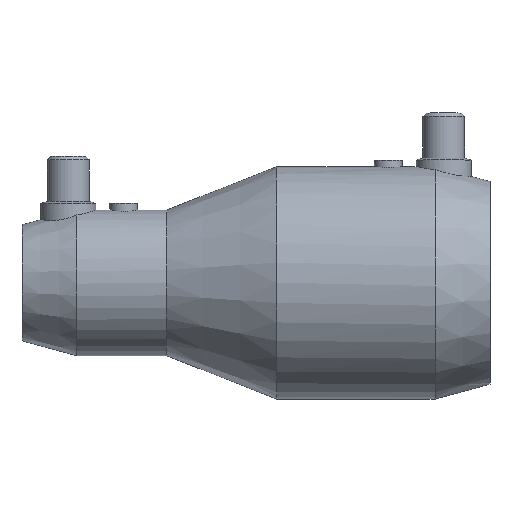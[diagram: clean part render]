
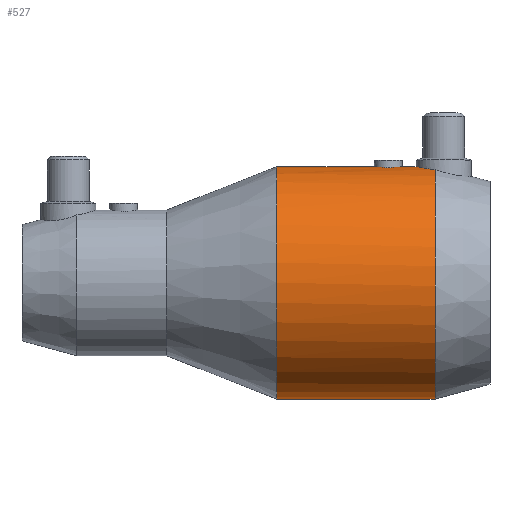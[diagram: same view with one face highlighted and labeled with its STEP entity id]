
A CAD part, top view. The second image highlights one B-rep face of the part: STEP entity #527.
In plain terms, the highlighted cylindrical face has radius 33.5 mm (diameter 67 mm), a partial arc.
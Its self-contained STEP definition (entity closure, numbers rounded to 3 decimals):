
#355 = VERTEX_POINT( '', #970 );
#385 = EDGE_CURVE( '', #551, #607, #1002, .T. );
#429 = EDGE_CURVE( '', #551, #521, #1047, .T. );
#433 = EDGE_CURVE( '', #653, #521, #1051, .T. );
#439 = EDGE_CURVE( '', #607, #713, #1059, .T. );
#453 = EDGE_CURVE( '', #713, #893, #1076, .T. );
#521 = VERTEX_POINT( '', #1151 );
#527 = ADVANCED_FACE( '', ( #1158 ), #1159, .T. );
#551 = VERTEX_POINT( '', #1186 );
#607 = VERTEX_POINT( '', #1250 );
#653 = VERTEX_POINT( '', #1301 );
#679 = EDGE_CURVE( '', #893, #355, #1330, .T. );
#713 = VERTEX_POINT( '', #1371 );
#843 = EDGE_CURVE( '', #355, #653, #1520, .T. );
#893 = VERTEX_POINT( '', #1576 );
#970 = CARTESIAN_POINT( '', ( 29.667, 33.5, 0. ) );
#1002 = LINE( '', #1730, #1731 );
#1047 = CIRCLE( '', #1792, 33.5 );
#1051 = LINE( '', #1815, #1816 );
#1059 = CIRCLE( '', #1825, 33.5 );
#1076 = B_SPLINE_CURVE_WITH_KNOTS( '', 3, ( #1845, #1846, #1847, #1848, #1849, #1850, #1851, #1852, #1853, #1854, #1855, #1856, #1857, #1858, #1859, #1860, #1861, #1862, #1863, #1864, #1865, #1866, #1867, #1868, #1869, #1870, #1871, #1872, #1873, #1874 ), .UNSPECIFIED., .F., .F., ( 4, 2, 2, 2, 2, 2, 2, 2, 2, 2, 2, 2, 2, 2, 4 ), ( 2.482, 3.026, 4.539, 6.053, 7.566, 9.079, 10.592, 12.104, 13.617, 15.13, 16.643, 18.156, 19.67, 21.183, 21.727 ), .UNSPECIFIED. );
#1151 = CARTESIAN_POINT( '', ( -6.576, 33.5, 0. ) );
#1158 = FACE_OUTER_BOUND( '', #2026, .T. );
#1159 = CYLINDRICAL_SURFACE( '', #2027, 33.5 );
#1186 = CARTESIAN_POINT( '', ( -6.576, -33.5, 0. ) );
#1250 = CARTESIAN_POINT( '', ( 39.139, -33.5, 0. ) );
#1301 = CARTESIAN_POINT( '', ( 21.667, 33.5, 0. ) );
#1330 = LINE( '', #2330, #2331 );
#1371 = CARTESIAN_POINT( '', ( 39.139, 32.629, 7.59 ) );
#1520 = B_SPLINE_CURVE_WITH_KNOTS( '', 3, ( #2738, #2739, #2740, #2741, #2742, #2743, #2744, #2745, #2746, #2747, #2748, #2749, #2750, #2751, #2752, #2753, #2754, #2755, #2756, #2757, #2758, #2759, #2760, #2761, #2762, #2763, #2764, #2765, #2766, #2767, #2768, #2769, #2770, #2771 ), .UNSPECIFIED., .F., .F., ( 4, 2, 2, 2, 2, 2, 2, 2, 2, 2, 2, 2, 2, 2, 2, 2, 4 ), ( 6.033, 6.787, 7.541, 8.296, 9.05, 9.804, 10.558, 11.312, 12.066, 12.82, 13.575, 14.329, 15.083, 15.837, 16.591, 17.345, 18.1 ), .UNSPECIFIED. );
#1576 = CARTESIAN_POINT( '', ( 33.667, 33.5, 0. ) );
#1730 = CARTESIAN_POINT( '', ( 16.281, -33.5, 0. ) );
#1731 = VECTOR( '', #2983, 1. );
#1792 = AXIS2_PLACEMENT_3D( '', #3020, #3021, #3022 );
#1815 = CARTESIAN_POINT( '', ( 16.281, 33.5, 0. ) );
#1816 = VECTOR( '', #3023, 1. );
#1825 = AXIS2_PLACEMENT_3D( '', #3040, #3041, #3042 );
#1845 = CARTESIAN_POINT( '', ( 39.139, 32.629, 7.59 ) );
#1846 = CARTESIAN_POINT( '', ( 38.957, 32.643, 7.53 ) );
#1847 = CARTESIAN_POINT( '', ( 38.777, 32.658, 7.462 ) );
#1848 = CARTESIAN_POINT( '', ( 38.107, 32.721, 7.184 ) );
#1849 = CARTESIAN_POINT( '', ( 37.636, 32.777, 6.93 ) );
#1850 = CARTESIAN_POINT( '', ( 36.764, 32.895, 6.343 ) );
#1851 = CARTESIAN_POINT( '', ( 36.364, 32.958, 6.011 ) );
#1852 = CARTESIAN_POINT( '', ( 35.656, 33.08, 5.303 ) );
#1853 = CARTESIAN_POINT( '', ( 35.323, 33.142, 4.903 ) );
#1854 = CARTESIAN_POINT( '', ( 34.737, 33.259, 4.031 ) );
#1855 = CARTESIAN_POINT( '', ( 34.482, 33.314, 3.559 ) );
#1856 = CARTESIAN_POINT( '', ( 34.073, 33.405, 2.574 ) );
#1857 = CARTESIAN_POINT( '', ( 33.919, 33.441, 2.06 ) );
#1858 = CARTESIAN_POINT( '', ( 33.715, 33.488, 1.025 ) );
#1859 = CARTESIAN_POINT( '', ( 33.667, 33.5, 0.504 ) );
#1860 = CARTESIAN_POINT( '', ( 33.667, 33.5, -0.504 ) );
#1861 = CARTESIAN_POINT( '', ( 33.715, 33.488, -1.025 ) );
#1862 = CARTESIAN_POINT( '', ( 33.919, 33.441, -2.06 ) );
#1863 = CARTESIAN_POINT( '', ( 34.073, 33.405, -2.574 ) );
#1864 = CARTESIAN_POINT( '', ( 34.482, 33.314, -3.559 ) );
#1865 = CARTESIAN_POINT( '', ( 34.737, 33.259, -4.031 ) );
#1866 = CARTESIAN_POINT( '', ( 35.323, 33.142, -4.903 ) );
#1867 = CARTESIAN_POINT( '', ( 35.656, 33.08, -5.303 ) );
#1868 = CARTESIAN_POINT( '', ( 36.364, 32.958, -6.011 ) );
#1869 = CARTESIAN_POINT( '', ( 36.764, 32.895, -6.343 ) );
#1870 = CARTESIAN_POINT( '', ( 37.636, 32.777, -6.93 ) );
#1871 = CARTESIAN_POINT( '', ( 38.107, 32.721, -7.184 ) );
#1872 = CARTESIAN_POINT( '', ( 38.777, 32.658, -7.462 ) );
#1873 = CARTESIAN_POINT( '', ( 38.957, 32.643, -7.53 ) );
#1874 = CARTESIAN_POINT( '', ( 39.139, 32.629, -7.59 ) );
#2026 = EDGE_LOOP( '', ( #3168, #3169, #3170, #3171, #3172, #3173, #3174 ) );
#2027 = AXIS2_PLACEMENT_3D( '', #3175, #3176, #3177 );
#2330 = CARTESIAN_POINT( '', ( 16.281, 33.5, 0. ) );
#2331 = VECTOR( '', #3400, 1. );
#2738 = CARTESIAN_POINT( '', ( 29.667, 33.5, 0. ) );
#2739 = CARTESIAN_POINT( '', ( 29.667, 33.5, 0.251 ) );
#2740 = CARTESIAN_POINT( '', ( 29.643, 33.497, 0.511 ) );
#2741 = CARTESIAN_POINT( '', ( 29.541, 33.485, 1.028 ) );
#2742 = CARTESIAN_POINT( '', ( 29.464, 33.476, 1.285 ) );
#2743 = CARTESIAN_POINT( '', ( 29.26, 33.454, 1.778 ) );
#2744 = CARTESIAN_POINT( '', ( 29.133, 33.44, 2.014 ) );
#2745 = CARTESIAN_POINT( '', ( 28.839, 33.411, 2.451 ) );
#2746 = CARTESIAN_POINT( '', ( 28.673, 33.395, 2.651 ) );
#2747 = CARTESIAN_POINT( '', ( 28.318, 33.365, 3.006 ) );
#2748 = CARTESIAN_POINT( '', ( 28.117, 33.35, 3.172 ) );
#2749 = CARTESIAN_POINT( '', ( 27.681, 33.321, 3.466 ) );
#2750 = CARTESIAN_POINT( '', ( 27.444, 33.307, 3.593 ) );
#2751 = CARTESIAN_POINT( '', ( 26.952, 33.284, 3.797 ) );
#2752 = CARTESIAN_POINT( '', ( 26.695, 33.275, 3.875 ) );
#2753 = CARTESIAN_POINT( '', ( 26.178, 33.263, 3.976 ) );
#2754 = CARTESIAN_POINT( '', ( 25.918, 33.26, 4. ) );
#2755 = CARTESIAN_POINT( '', ( 25.415, 33.26, 4. ) );
#2756 = CARTESIAN_POINT( '', ( 25.155, 33.263, 3.976 ) );
#2757 = CARTESIAN_POINT( '', ( 24.639, 33.275, 3.875 ) );
#2758 = CARTESIAN_POINT( '', ( 24.382, 33.284, 3.797 ) );
#2759 = CARTESIAN_POINT( '', ( 23.889, 33.307, 3.593 ) );
#2760 = CARTESIAN_POINT( '', ( 23.653, 33.321, 3.466 ) );
#2761 = CARTESIAN_POINT( '', ( 23.216, 33.35, 3.172 ) );
#2762 = CARTESIAN_POINT( '', ( 23.016, 33.365, 3.006 ) );
#2763 = CARTESIAN_POINT( '', ( 22.661, 33.395, 2.651 ) );
#2764 = CARTESIAN_POINT( '', ( 22.494, 33.411, 2.451 ) );
#2765 = CARTESIAN_POINT( '', ( 22.201, 33.44, 2.014 ) );
#2766 = CARTESIAN_POINT( '', ( 22.074, 33.454, 1.778 ) );
#2767 = CARTESIAN_POINT( '', ( 21.869, 33.476, 1.285 ) );
#2768 = CARTESIAN_POINT( '', ( 21.792, 33.485, 1.028 ) );
#2769 = CARTESIAN_POINT( '', ( 21.691, 33.497, 0.511 ) );
#2770 = CARTESIAN_POINT( '', ( 21.667, 33.5, 0.251 ) );
#2771 = CARTESIAN_POINT( '', ( 21.667, 33.5, 0. ) );
#2983 = DIRECTION( '', ( 1., 0., 0. ) );
#3020 = CARTESIAN_POINT( '', ( -6.576, 0., 0. ) );
#3021 = DIRECTION( '', ( -1., 0., 0. ) );
#3022 = DIRECTION( '', ( 0., 1., 0. ) );
#3023 = DIRECTION( '', ( -1., 0., 0. ) );
#3040 = CARTESIAN_POINT( '', ( 39.139, 0., 0. ) );
#3041 = DIRECTION( '', ( -1., 0., 0. ) );
#3042 = DIRECTION( '', ( 0., 1., 0. ) );
#3168 = ORIENTED_EDGE( '', *, *, #679, .T. );
#3169 = ORIENTED_EDGE( '', *, *, #843, .T. );
#3170 = ORIENTED_EDGE( '', *, *, #433, .T. );
#3171 = ORIENTED_EDGE( '', *, *, #429, .F. );
#3172 = ORIENTED_EDGE( '', *, *, #385, .T. );
#3173 = ORIENTED_EDGE( '', *, *, #439, .T. );
#3174 = ORIENTED_EDGE( '', *, *, #453, .T. );
#3175 = CARTESIAN_POINT( '', ( 16.281, 0., 0. ) );
#3176 = DIRECTION( '', ( 1., 0., 0. ) );
#3177 = DIRECTION( '', ( 0., 1., 0. ) );
#3400 = DIRECTION( '', ( -1., 0., 0. ) );
